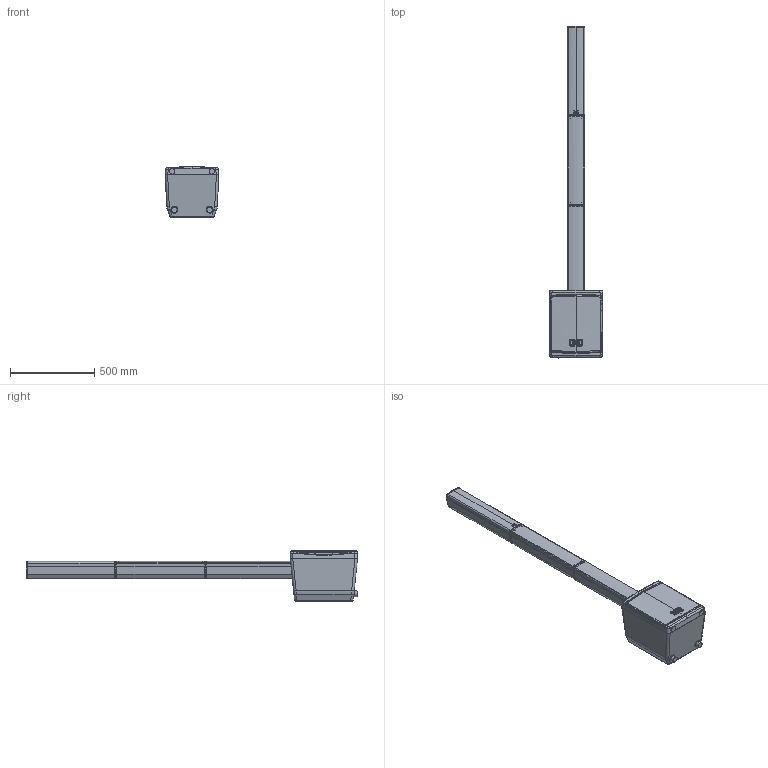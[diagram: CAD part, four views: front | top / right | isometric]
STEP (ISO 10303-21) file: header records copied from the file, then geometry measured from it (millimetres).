
FILE_DESCRIPTION (( 'STEP AP214' ), '1' );
FILE_NAME ('Tensor_Go.STEP', '2021-09-29T09:45:18', ( '' ), ( '' ), 'SwSTEP 2.0', 'SolidWorks 2019', '' );
FILE_SCHEMA (( 'AUTOMOTIVE_DESIGN' ));
Length unit declared in the file: millimetre
Products named in the file (1): Tensor_Go
Bounding box: 320 x 1974.71 x 300.5 mm (x, y, z)
Volume: 49079303.3 mm3; surface area: 2166216.3 mm2
Topology: 97 solids, 105 shells, 7391 faces, 19088 edges, 12133 vertices
Faces by surface type: plane 3133, cylinder 1874, bspline 1185, torus 631, cone 487, sphere 81
Entity records: 500305 total; most frequent: CARTESIAN_POINT 253696, ORIENTED_EDGE 37948, DIRECTION 30021, EDGE_CURVE 18974, VERTEX_POINT 12101, AXIS2_PLACEMENT_3D 10881, LINE 8259, VECTOR 8259
